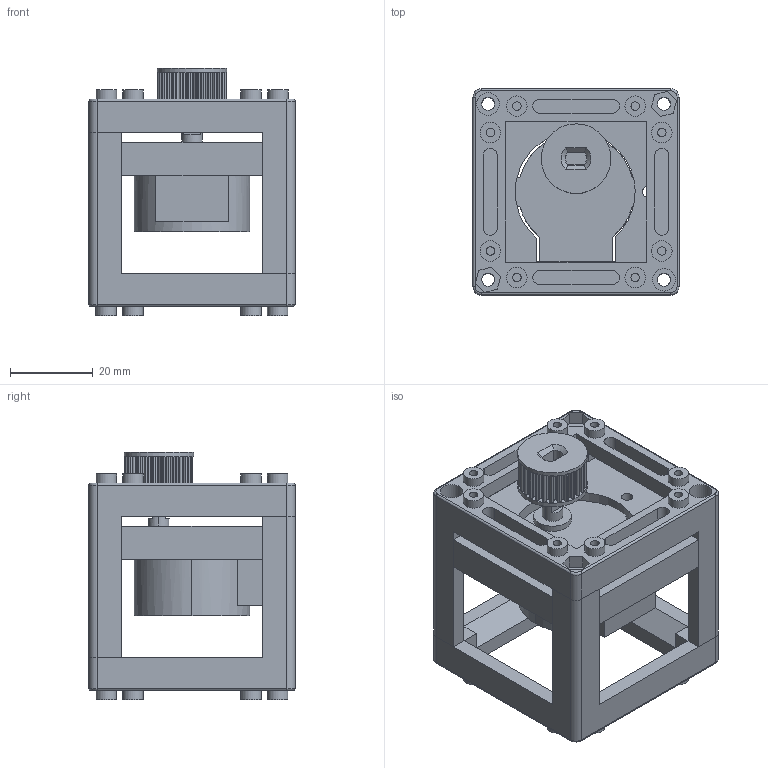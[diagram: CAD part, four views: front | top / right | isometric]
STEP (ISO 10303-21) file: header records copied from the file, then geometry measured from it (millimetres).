
FILE_DESCRIPTION(/* description */ (''),/* implementation_level */ '2;1');
FILE_NAME(/* name */ 'Assembly_Cube_28byi_Motor_v3.iam.step',/* time_stamp */ '2022-11-29T08:59:46+01:00',/* author */ ('marsikovabarbora'),/* organization */ (''),/* preprocessor_version */ 'ST-DEVELOPER v18.1',/* originating_system */ 'Autodesk Inventor 2022',/* authorisation */ '');
FILE_SCHEMA (('AUTOMOTIVE_DESIGN { 1 0 10303 214 3 1 1 }'));
Products named in the file (6): Assembly_Cube_28byi_Motor_v3; Assembly_Cube_empty_IM_v3; 10_Cube_1x1_IM; 00_Stepper_Motor_28BYJ-48; 20_Cube_Insert_RaspiCam_v3; 00_Pulley_28byj-48
Assembly tree (6 placements, depth 3):
  Assembly_Cube_28byi_Motor_v3
    Assembly_Cube_empty_IM_v3
      10_Cube_1x1_IM  x2
    00_Stepper_Motor_28BYJ-48
    20_Cube_Insert_RaspiCam_v3
    00_Pulley_28byj-48
Bounding box: 49.82 x 49.8 x 59.7 mm (x, y, z)
Volume: 36041.7 mm3; surface area: 29504.5 mm2
Topology: 4 solids, 35 shells, 593 faces, 1628 edges, 1128 vertices
Faces by surface type: plane 312, cylinder 271, torus 8, cone 2
Full cylindrical faces by diameter (mm): 2.05 x16, 2.8 x1, 3.1 x8, 4.95 x16, 5.5 x4, 16.824 x2
Entity records: 14880 total; most frequent: DIRECTION 2624, CARTESIAN_POINT 2612, ORIENTED_EDGE 2368, EDGE_CURVE 1258, AXIS2_PLACEMENT_3D 917, VERTEX_POINT 884, LINE 790, VECTOR 790
